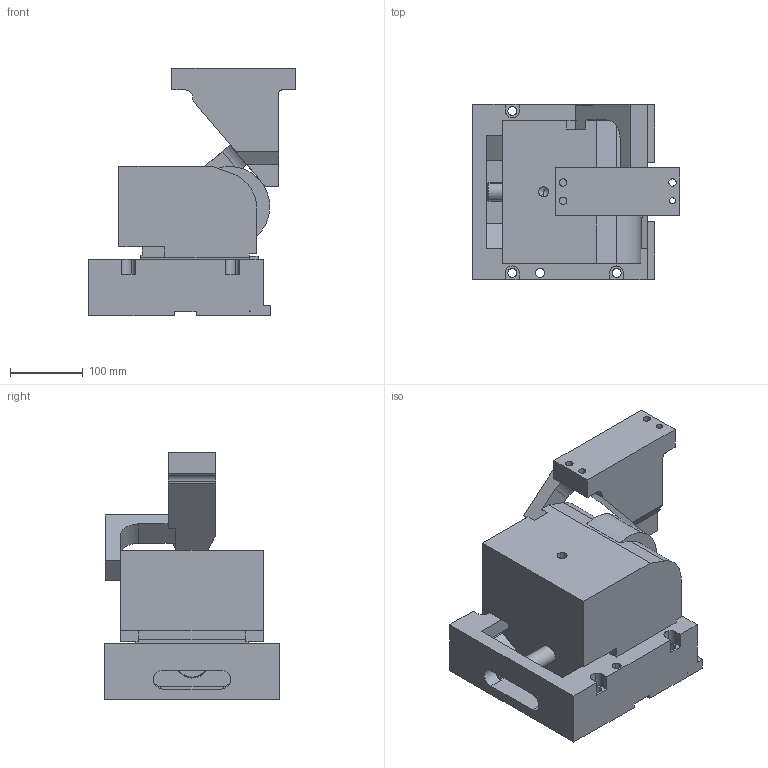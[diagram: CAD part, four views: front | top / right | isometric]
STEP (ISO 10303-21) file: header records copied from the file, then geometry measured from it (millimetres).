
FILE_DESCRIPTION(('CATIA V5 STEP Exchange'),'2;1');
FILE_NAME('CRCS_20000_50_1_ACCESSORIES.stp','2015-05-05T08:11:13+00:00',('none'),('none'),'CATIA Version 5 Release 20 GA (IN-10)','CATIA V5 STEP AP203','none');
FILE_SCHEMA(('CONFIG_CONTROL_DESIGN'));
Length unit declared in the file: millimetre
Products named in the file (1): CRCS_20000_50_1_ACCESSORIES
Assembly tree (3 placements, depth 2):
  CRCS_20000_50_1_ACCESSORIES
    #58
    #7307
    #8278
Bounding box: 284.64 x 240 x 340 mm (x, y, z)
Volume: 9197663.4 mm3; surface area: 606653.1 mm2
Topology: 5 solids, 7 shells, 261 faces, 709 edges, 468 vertices
Faces by surface type: plane 159, cylinder 83, cone 12, torus 7
Entity records: 8737 total; most frequent: CARTESIAN_POINT 2330, ORIENTED_EDGE 1406, DIRECTION 1082, EDGE_CURVE 703, VECTOR 493, LINE 493, VERTEX_POINT 468, AXIS2_PLACEMENT_3D 368
